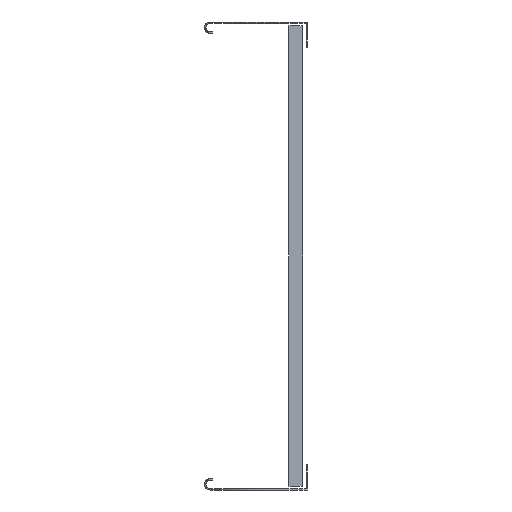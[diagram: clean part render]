
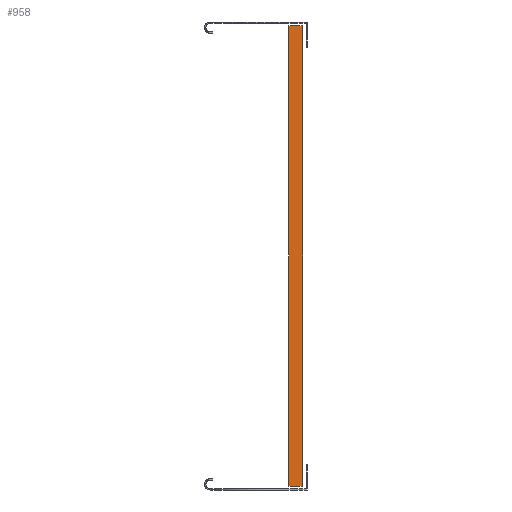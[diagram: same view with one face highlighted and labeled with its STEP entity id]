
A CAD part, left-side view. The second image highlights one B-rep face of the part: STEP entity #958.
In plain terms, the highlighted planar face has unit normal (-1, 0, 0).
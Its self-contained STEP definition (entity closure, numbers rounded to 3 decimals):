
#147 = LINE ( 'NONE', #5639, #5866 ) ;
#289 = LINE ( 'NONE', #2122, #4713 ) ;
#525 = VECTOR ( 'NONE', #4858, 1000. ) ;
#658 = CARTESIAN_POINT ( 'NONE',  ( -15., 3., 246. ) ) ;
#958 = ADVANCED_FACE ( 'NONE', ( #4223 ), #4133, .F. ) ;
#1276 = VERTEX_POINT ( 'NONE', #4969 ) ;
#1279 = LINE ( 'NONE', #5051, #2492 ) ;
#1891 = VECTOR ( 'NONE', #2413, 1000. ) ;
#1897 = ORIENTED_EDGE ( 'NONE', *, *, #4143, .T. ) ;
#1954 = LINE ( 'NONE', #5125, #3816 ) ;
#1971 = VERTEX_POINT ( 'NONE', #3211 ) ;
#1983 = DIRECTION ( 'NONE',  ( 0., 1., 0. ) ) ;
#2011 = ORIENTED_EDGE ( 'NONE', *, *, #4586, .T. ) ;
#2076 = DIRECTION ( 'NONE',  ( 0., 1., 0. ) ) ;
#2106 = CARTESIAN_POINT ( 'NONE',  ( -15., 3., -246. ) ) ;
#2119 = LINE ( 'NONE', #2106, #3284 ) ;
#2122 = CARTESIAN_POINT ( 'NONE',  ( -15., 15., 246. ) ) ;
#2202 = ORIENTED_EDGE ( 'NONE', *, *, #5741, .F. ) ;
#2309 = VERTEX_POINT ( 'NONE', #3279 ) ;
#2413 = DIRECTION ( 'NONE',  ( 0., 1., 0. ) ) ;
#2426 = VECTOR ( 'NONE', #3858, 1000. ) ;
#2492 = VECTOR ( 'NONE', #5134, 1000. ) ;
#2527 = LINE ( 'NONE', #5245, #525 ) ;
#2552 = CARTESIAN_POINT ( 'NONE',  ( -15., 0., -246. ) ) ;
#2690 = CARTESIAN_POINT ( 'NONE',  ( -15., 3., 246. ) ) ;
#2702 = VERTEX_POINT ( 'NONE', #2690 ) ;
#2824 = LINE ( 'NONE', #658, #1891 ) ;
#2923 = VERTEX_POINT ( 'NONE', #2552 ) ;
#3019 = LINE ( 'NONE', #3704, #2426 ) ;
#3101 = CARTESIAN_POINT ( 'NONE',  ( -15., 12., 246. ) ) ;
#3139 = VERTEX_POINT ( 'NONE', #3101 ) ;
#3211 = CARTESIAN_POINT ( 'NONE',  ( -15., 15., 246. ) ) ;
#3245 = CARTESIAN_POINT ( 'NONE',  ( -15., 3., -246. ) ) ;
#3279 = CARTESIAN_POINT ( 'NONE',  ( -15., 0., 246. ) ) ;
#3284 = VECTOR ( 'NONE', #2076, 1000. ) ;
#3577 = DIRECTION ( 'NONE',  ( 0., 0., -1. ) ) ;
#3628 = DIRECTION ( 'NONE',  ( 1., 0., 0. ) ) ;
#3704 = CARTESIAN_POINT ( 'NONE',  ( -15., 0., -246. ) ) ;
#3780 = ORIENTED_EDGE ( 'NONE', *, *, #5217, .F. ) ;
#3816 = VECTOR ( 'NONE', #5788, 1000. ) ;
#3840 = EDGE_CURVE ( 'NONE', #5852, #1276, #147, .T. ) ;
#3858 = DIRECTION ( 'NONE',  ( 0., 0., 1. ) ) ;
#3999 = ORIENTED_EDGE ( 'NONE', *, *, #3840, .F. ) ;
#4076 = CARTESIAN_POINT ( 'NONE',  ( -15., 3., -246. ) ) ;
#4133 = PLANE ( 'NONE',  #4707 ) ;
#4143 = EDGE_CURVE ( 'NONE', #2702, #3139, #2824, .T. ) ;
#4223 = FACE_OUTER_BOUND ( 'NONE', #5672, .T. ) ;
#4248 = ORIENTED_EDGE ( 'NONE', *, *, #4685, .T. ) ;
#4506 = EDGE_CURVE ( 'NONE', #2702, #2309, #2527, .T. ) ;
#4586 = EDGE_CURVE ( 'NONE', #3139, #1971, #289, .T. ) ;
#4685 = EDGE_CURVE ( 'NONE', #5852, #2923, #1954, .T. ) ;
#4707 = AXIS2_PLACEMENT_3D ( 'NONE', #4076, #3628, #3577 ) ;
#4713 = VECTOR ( 'NONE', #1983, 1000. ) ;
#4858 = DIRECTION ( 'NONE',  ( 0., -1., 0. ) ) ;
#4969 = CARTESIAN_POINT ( 'NONE',  ( -15., 12., -246. ) ) ;
#5051 = CARTESIAN_POINT ( 'NONE',  ( -15., 15., -246. ) ) ;
#5125 = CARTESIAN_POINT ( 'NONE',  ( -15., 0., -246. ) ) ;
#5134 = DIRECTION ( 'NONE',  ( 0., 0., 1. ) ) ;
#5217 = EDGE_CURVE ( 'NONE', #1276, #5723, #2119, .T. ) ;
#5245 = CARTESIAN_POINT ( 'NONE',  ( -15., 3., 246. ) ) ;
#5266 = ORIENTED_EDGE ( 'NONE', *, *, #4506, .F. ) ;
#5601 = CARTESIAN_POINT ( 'NONE',  ( -15., 15., -246. ) ) ;
#5639 = CARTESIAN_POINT ( 'NONE',  ( -15., 3., -246. ) ) ;
#5662 = EDGE_CURVE ( 'NONE', #2923, #2309, #3019, .T. ) ;
#5672 = EDGE_LOOP ( 'NONE', ( #1897, #2011, #2202, #3780, #3999, #4248, #5817, #5266 ) ) ;
#5679 = DIRECTION ( 'NONE',  ( 0., 1., 0. ) ) ;
#5723 = VERTEX_POINT ( 'NONE', #5601 ) ;
#5741 = EDGE_CURVE ( 'NONE', #5723, #1971, #1279, .T. ) ;
#5788 = DIRECTION ( 'NONE',  ( 0., -1., 0. ) ) ;
#5817 = ORIENTED_EDGE ( 'NONE', *, *, #5662, .T. ) ;
#5852 = VERTEX_POINT ( 'NONE', #3245 ) ;
#5866 = VECTOR ( 'NONE', #5679, 1000. ) ;
